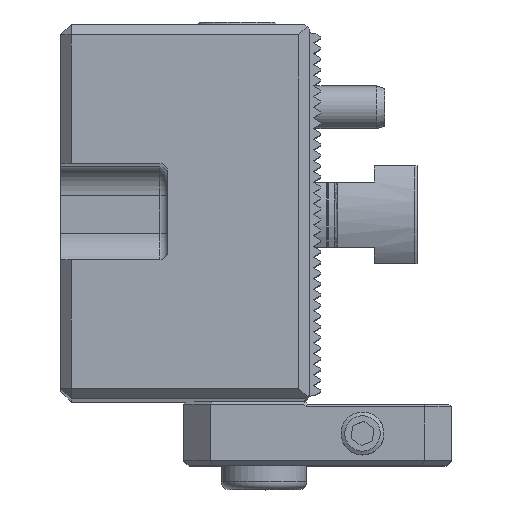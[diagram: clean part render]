
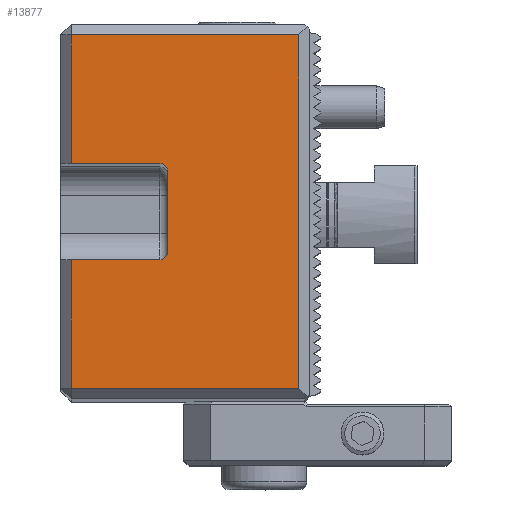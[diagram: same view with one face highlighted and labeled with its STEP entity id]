
A CAD part, top view. The second image highlights one B-rep face of the part: STEP entity #13877.
In plain terms, the highlighted planar face has unit normal (0, 0, 1).
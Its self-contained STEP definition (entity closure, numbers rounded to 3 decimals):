
#26 = DIRECTION ( 'NONE',  ( -1., 0., 0. ) ) ;
#378 = EDGE_CURVE ( 'NONE', #6711, #14351, #15660, .T. ) ;
#521 = EDGE_CURVE ( 'NONE', #13847, #4086, #977, .T. ) ;
#672 = CARTESIAN_POINT ( 'NONE',  ( 24.4, -33., 360. ) ) ;
#852 = ORIENTED_EDGE ( 'NONE', *, *, #1312, .T. ) ;
#891 = VERTEX_POINT ( 'NONE', #16787 ) ;
#977 = CIRCLE ( 'NONE', #4360, 1.5 ) ;
#1281 = CARTESIAN_POINT ( 'NONE',  ( 20.1, 35., 360. ) ) ;
#1312 = EDGE_CURVE ( 'NONE', #2934, #7626, #13439, .T. ) ;
#1321 = VECTOR ( 'NONE', #6712, 1000. ) ;
#1334 = CARTESIAN_POINT ( 'NONE',  ( -22.4, -35., 360. ) ) ;
#1360 = EDGE_LOOP ( 'NONE', ( #10823, #2655, #7291, #6995, #19466, #9886, #852, #3366, #5264, #15187 ) ) ;
#1754 = DIRECTION ( 'NONE',  ( -1., 0., 0. ) ) ;
#2427 = DIRECTION ( 'NONE',  ( -1., 0., 0. ) ) ;
#2655 = ORIENTED_EDGE ( 'NONE', *, *, #378, .T. ) ;
#2860 = CARTESIAN_POINT ( 'NONE',  ( -5.9, 9., 360. ) ) ;
#2934 = VERTEX_POINT ( 'NONE', #4404 ) ;
#2956 = DIRECTION ( 'NONE',  ( -1., 0., 0. ) ) ;
#2994 = VERTEX_POINT ( 'NONE', #16709 ) ;
#3366 = ORIENTED_EDGE ( 'NONE', *, *, #17976, .T. ) ;
#3617 = VECTOR ( 'NONE', #10253, 1000. ) ;
#3647 = AXIS2_PLACEMENT_3D ( 'NONE', #19597, #3964, #2427 ) ;
#3964 = DIRECTION ( 'NONE',  ( 0., 0., -1. ) ) ;
#4086 = VERTEX_POINT ( 'NONE', #18876 ) ;
#4360 = AXIS2_PLACEMENT_3D ( 'NONE', #6534, #9481, #1754 ) ;
#4404 = CARTESIAN_POINT ( 'NONE',  ( -22.4, -9., 360. ) ) ;
#4471 = VECTOR ( 'NONE', #8938, 1000. ) ;
#5048 = LINE ( 'NONE', #1281, #14584 ) ;
#5264 = ORIENTED_EDGE ( 'NONE', *, *, #19373, .T. ) ;
#5406 = EDGE_CURVE ( 'NONE', #2994, #891, #7500, .T. ) ;
#5427 = VECTOR ( 'NONE', #6133, 1000. ) ;
#5493 = LINE ( 'NONE', #17657, #1321 ) ;
#5550 = CARTESIAN_POINT ( 'NONE',  ( -22.4, -35., 360. ) ) ;
#6133 = DIRECTION ( 'NONE',  ( 0., -1., 0. ) ) ;
#6328 = LINE ( 'NONE', #672, #19053 ) ;
#6534 = CARTESIAN_POINT ( 'NONE',  ( -5.9, -7.5, 360. ) ) ;
#6711 = VERTEX_POINT ( 'NONE', #13268 ) ;
#6712 = DIRECTION ( 'NONE',  ( 0., -1., 0. ) ) ;
#6995 = ORIENTED_EDGE ( 'NONE', *, *, #13110, .T. ) ;
#7024 = CARTESIAN_POINT ( 'NONE',  ( 24.4, -9., 360. ) ) ;
#7291 = ORIENTED_EDGE ( 'NONE', *, *, #9284, .T. ) ;
#7429 = FACE_OUTER_BOUND ( 'NONE', #1360, .T. ) ;
#7500 = LINE ( 'NONE', #7819, #17528 ) ;
#7613 = PLANE ( 'NONE',  #15765 ) ;
#7626 = VERTEX_POINT ( 'NONE', #16159 ) ;
#7708 = CARTESIAN_POINT ( 'NONE',  ( 24.4, 9., 360. ) ) ;
#7819 = CARTESIAN_POINT ( 'NONE',  ( 24.4, 33., 360. ) ) ;
#7887 = DIRECTION ( 'NONE',  ( 0., 0., -1. ) ) ;
#8938 = DIRECTION ( 'NONE',  ( -1., 0., 0. ) ) ;
#9284 = EDGE_CURVE ( 'NONE', #14351, #13090, #17643, .T. ) ;
#9384 = EDGE_CURVE ( 'NONE', #4086, #2934, #12034, .T. ) ;
#9481 = DIRECTION ( 'NONE',  ( 0., 0., -1. ) ) ;
#9577 = LINE ( 'NONE', #1334, #5427 ) ;
#9886 = ORIENTED_EDGE ( 'NONE', *, *, #9384, .T. ) ;
#10253 = DIRECTION ( 'NONE',  ( 0., -1., 0. ) ) ;
#10767 = CARTESIAN_POINT ( 'NONE',  ( 24.4, 35., 360. ) ) ;
#10823 = ORIENTED_EDGE ( 'NONE', *, *, #14973, .T. ) ;
#11026 = CARTESIAN_POINT ( 'NONE',  ( -4.4, -7.5, 360. ) ) ;
#11968 = DIRECTION ( 'NONE',  ( 1., 0., 0. ) ) ;
#12034 = LINE ( 'NONE', #7024, #4471 ) ;
#13086 = CARTESIAN_POINT ( 'NONE',  ( -4.4, 7.5, 360. ) ) ;
#13090 = VERTEX_POINT ( 'NONE', #13086 ) ;
#13110 = EDGE_CURVE ( 'NONE', #13090, #13847, #5493, .T. ) ;
#13268 = CARTESIAN_POINT ( 'NONE',  ( -22.4, 9., 360. ) ) ;
#13311 = VERTEX_POINT ( 'NONE', #15314 ) ;
#13439 = LINE ( 'NONE', #5550, #3617 ) ;
#13847 = VERTEX_POINT ( 'NONE', #11026 ) ;
#13877 = ADVANCED_FACE ( 'NONE', ( #7429 ), #7613, .F. ) ;
#14069 = DIRECTION ( 'NONE',  ( 1., 0., 0. ) ) ;
#14351 = VERTEX_POINT ( 'NONE', #2860 ) ;
#14584 = VECTOR ( 'NONE', #17023, 1000. ) ;
#14973 = EDGE_CURVE ( 'NONE', #891, #6711, #9577, .T. ) ;
#15187 = ORIENTED_EDGE ( 'NONE', *, *, #5406, .T. ) ;
#15314 = CARTESIAN_POINT ( 'NONE',  ( 20.1, -33., 360. ) ) ;
#15660 = LINE ( 'NONE', #7708, #16665 ) ;
#15765 = AXIS2_PLACEMENT_3D ( 'NONE', #10767, #7887, #2956 ) ;
#16159 = CARTESIAN_POINT ( 'NONE',  ( -22.4, -33., 360. ) ) ;
#16665 = VECTOR ( 'NONE', #14069, 1000. ) ;
#16709 = CARTESIAN_POINT ( 'NONE',  ( 20.1, 33., 360. ) ) ;
#16787 = CARTESIAN_POINT ( 'NONE',  ( -22.4, 33., 360. ) ) ;
#17023 = DIRECTION ( 'NONE',  ( 0., 1., 0. ) ) ;
#17528 = VECTOR ( 'NONE', #26, 1000. ) ;
#17643 = CIRCLE ( 'NONE', #3647, 1.5 ) ;
#17657 = CARTESIAN_POINT ( 'NONE',  ( -4.4, 35., 360. ) ) ;
#17976 = EDGE_CURVE ( 'NONE', #7626, #13311, #6328, .T. ) ;
#18876 = CARTESIAN_POINT ( 'NONE',  ( -5.9, -9., 360. ) ) ;
#19053 = VECTOR ( 'NONE', #11968, 1000. ) ;
#19373 = EDGE_CURVE ( 'NONE', #13311, #2994, #5048, .T. ) ;
#19466 = ORIENTED_EDGE ( 'NONE', *, *, #521, .T. ) ;
#19597 = CARTESIAN_POINT ( 'NONE',  ( -5.9, 7.5, 360. ) ) ;
